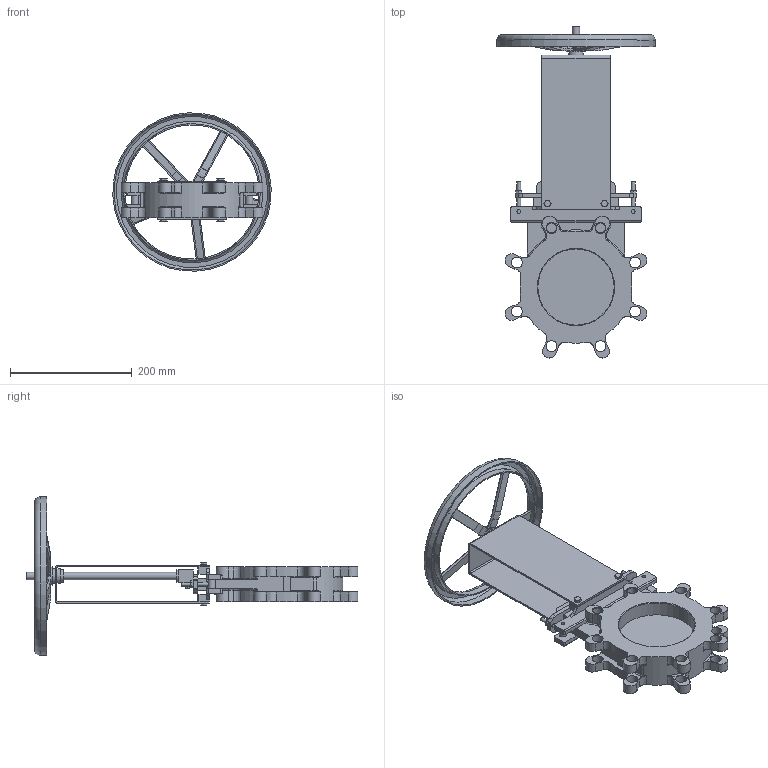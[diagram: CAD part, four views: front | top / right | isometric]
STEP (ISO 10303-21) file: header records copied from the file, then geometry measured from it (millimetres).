
FILE_DESCRIPTION(/* description */ (''),/* implementation_level */ '2;1');
FILE_NAME(/* name */ 'DN125_3D_STEP.stp',/* time_stamp */ '2025-02-07T07:28:55+03:00',/* author */ ('igorr'),/* organization */ (''),/* preprocessor_version */ 'ST-DEVELOPER v20',/* originating_system */ 'Autodesk Inventor 2025',/* authorisation */ '');
FILE_SCHEMA (('AUTOMOTIVE_DESIGN { 1 0 10303 214 3 1 1 }'));
Length unit declared in the file: millimetre
Products named in the file (7): Сборка; Деталь; Деталь1; AS 1110 - M4 x 8; ANSI B18.2.4.2M - M6x1; ANSI B18.2.4.2M - M10x1,5; AS 1110 - M6 x 12
Assembly tree (11 placements, depth 2):
  Сборка
    Деталь
    Деталь1
    AS 1110 - M4 x 8  x2
    ANSI B18.2.4.2M - M6x1  x2
    ANSI B18.2.4.2M - M10x1,5
    AS 1110 - M6 x 12  x4
Bounding box: 259.51 x 544.31 x 259.51 mm (x, y, z)
Volume: 1729414.8 mm3; surface area: 470826.6 mm2
Topology: 11 solids, 11 shells, 844 faces, 2113 edges, 1322 vertices
Faces by surface type: plane 384, cylinder 232, cone 93, bspline 68, torus 67
Full cylindrical faces by diameter (mm): 4 x2, 4.917 x2, 6 x12, 7 x4, 8 x4, 8.376 x1, 10 x4, 12 x4, 16 x5, 18 x12, 20 x3, 24 x2, 26 x1, 30 x1, 125 x2, 220.161 x1, 224.161 x1, 256 x1, 260 x1
Entity records: 24766 total; most frequent: CARTESIAN_POINT 6284, ORIENTED_EDGE 3718, DIRECTION 3650, EDGE_CURVE 1859, AXIS2_PLACEMENT_3D 1368, VERTEX_POINT 1173, LINE 914, VECTOR 914
